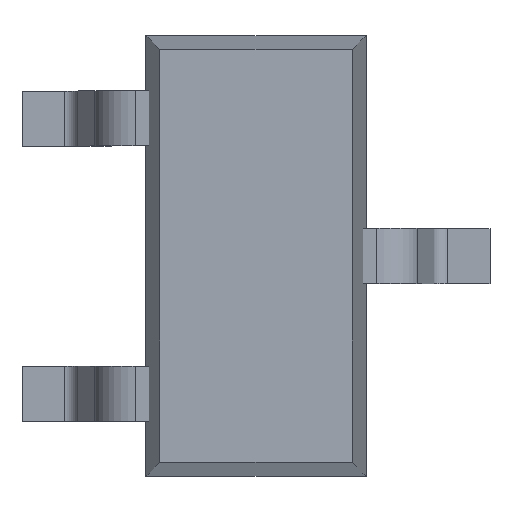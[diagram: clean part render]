
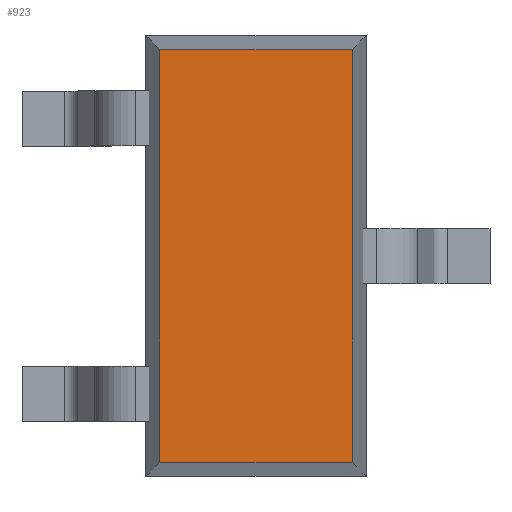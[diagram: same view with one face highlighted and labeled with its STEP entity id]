
A CAD part, top view. The second image highlights one B-rep face of the part: STEP entity #923.
In plain terms, the highlighted planar face has unit normal (0, 0, 1).
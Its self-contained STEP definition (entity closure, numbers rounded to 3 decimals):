
#73=FACE_OUTER_BOUND('',#127,.T.);
#127=EDGE_LOOP('',(#647,#648,#649,#650));
#183=LINE('',#1347,#291);
#188=LINE('',#1357,#296);
#190=LINE('',#1361,#298);
#193=LINE('',#1366,#301);
#291=VECTOR('',#1079,1.5);
#296=VECTOR('',#1086,0.7);
#298=VECTOR('',#1090,0.7);
#301=VECTOR('',#1095,1.5);
#395=VERTEX_POINT('',#1345);
#396=VERTEX_POINT('',#1346);
#400=VERTEX_POINT('',#1356);
#401=VERTEX_POINT('',#1360);
#487=EDGE_CURVE('',#395,#396,#183,.T.);
#492=EDGE_CURVE('',#396,#400,#188,.T.);
#494=EDGE_CURVE('',#401,#395,#190,.T.);
#497=EDGE_CURVE('',#400,#401,#193,.T.);
#647=ORIENTED_EDGE('',*,*,#487,.F.);
#648=ORIENTED_EDGE('',*,*,#494,.F.);
#649=ORIENTED_EDGE('',*,*,#497,.F.);
#650=ORIENTED_EDGE('',*,*,#492,.F.);
#881=PLANE('',#983);
#923=ADVANCED_FACE('',(#73),#881,.T.);
#983=AXIS2_PLACEMENT_3D('',#1368,#1097,#1098);
#1079=DIRECTION('',(0.,1.,0.));
#1086=DIRECTION('',(1.,0.,0.));
#1090=DIRECTION('',(-1.,0.,0.));
#1095=DIRECTION('',(0.,-1.,0.));
#1097=DIRECTION('center_axis',(0.,0.,1.));
#1098=DIRECTION('ref_axis',(1.,0.,0.));
#1345=CARTESIAN_POINT('',(-0.35,-0.75,0.9));
#1346=CARTESIAN_POINT('',(-0.35,0.75,0.9));
#1347=CARTESIAN_POINT('',(-0.35,-0.4,0.9));
#1356=CARTESIAN_POINT('',(0.35,0.75,0.9));
#1357=CARTESIAN_POINT('',(-0.2,0.75,0.9));
#1360=CARTESIAN_POINT('',(0.35,-0.75,0.9));
#1361=CARTESIAN_POINT('',(0.2,-0.75,0.9));
#1366=CARTESIAN_POINT('',(0.35,0.4,0.9));
#1368=CARTESIAN_POINT('Origin',(0.,0.,0.9));
